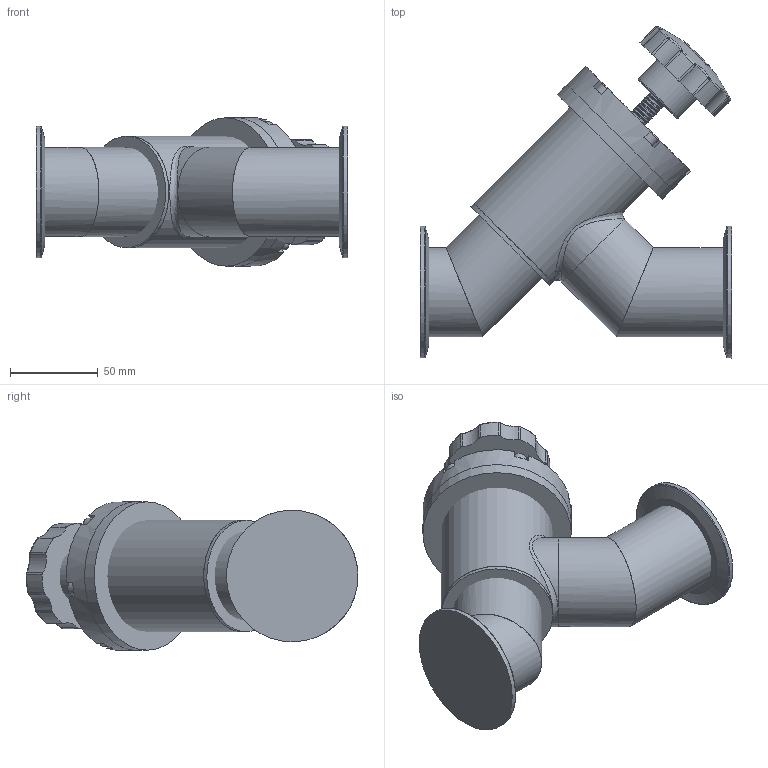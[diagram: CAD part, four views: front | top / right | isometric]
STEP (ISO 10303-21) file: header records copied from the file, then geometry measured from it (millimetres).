
FILE_DESCRIPTION(/* description */ (''),/* implementation_level */ '2;1');
FILE_NAME(/* name */ 'A2518YMXAVX00K0502_包膜.stp',/* time_stamp */ '2016-08-23T13:58:18+08:00',/* author */ ('raccy_lai'),/* organization */ (''),/* preprocessor_version */ 'ST-DEVELOPER v16.1',/* originating_system */ 'Autodesk Inventor 2016',/* authorisation */ '');
FILE_SCHEMA (('AUTOMOTIVE_DESIGN { 1 0 10303 214 3 1 1 }'));
Length unit declared in the file: millimetre
Products named in the file (1): A2518YMXAVX00K0502_包膜
Bounding box: 177.78 x 189.19 x 84.55 mm (x, y, z)
Surface area: 126515.4 mm2 (no closed solid volume)
Topology: 0 solids, 22 shells, 143 faces, 339 edges, 219 vertices
Faces by surface type: cylinder 52, plane 46, bspline 23, torus 17, sphere 3, cone 2
Full cylindrical faces by diameter (mm): 8.5 x6, 32 x1, 50.8 x5, 63.5 x2, 75 x2, 84.55 x2
Entity records: 9839 total; most frequent: CARTESIAN_POINT 6601, DIRECTION 658, ORIENTED_EDGE 541, EDGE_CURVE 304, AXIS2_PLACEMENT_3D 289, VERTEX_POINT 213, EDGE_LOOP 172, CIRCLE 164
